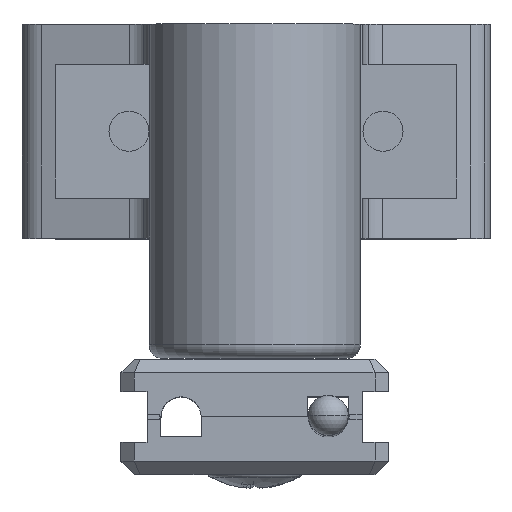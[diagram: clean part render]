
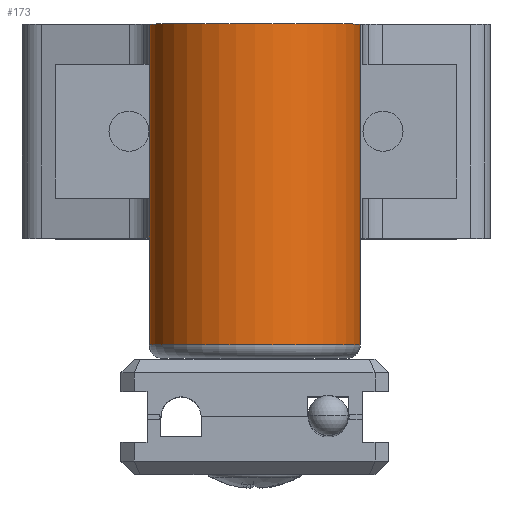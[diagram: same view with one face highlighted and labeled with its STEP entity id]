
A CAD part, top view. The second image highlights one B-rep face of the part: STEP entity #173.
In plain terms, the highlighted cylindrical face has radius 7.9 mm (diameter 15.8 mm), a partial arc.
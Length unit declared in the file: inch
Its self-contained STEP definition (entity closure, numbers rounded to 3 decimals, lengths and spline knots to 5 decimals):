
#173 = ADVANCED_FACE ( 'NONE', ( #11203 ), #15435, .T. ) ;
#355 = CARTESIAN_POINT ( 'NONE',  ( -0.31496, 0., 0.70866 ) ) ;
#626 = LINE ( 'NONE', #355, #11113 ) ;
#879 = VECTOR ( 'NONE', #10831, 39.37008 ) ;
#891 = CARTESIAN_POINT ( 'NONE',  ( -0.31496, 0., 0.70866 ) ) ;
#2028 = DIRECTION ( 'NONE',  ( -1., 0., 0. ) ) ;
#2337 = CARTESIAN_POINT ( 'NONE',  ( -0.00394, -0.94488, 0.70866 ) ) ;
#4388 = ORIENTED_EDGE ( 'NONE', *, *, #5252, .T. ) ;
#4561 = ORIENTED_EDGE ( 'NONE', *, *, #15663, .F. ) ;
#4594 = DIRECTION ( 'NONE',  ( 0., -1., 0. ) ) ;
#4642 = CARTESIAN_POINT ( 'NONE',  ( 0.30709, -0.94488, 0.70866 ) ) ;
#5252 = EDGE_CURVE ( 'NONE', #7589, #12933, #626, .T. ) ;
#5558 = EDGE_CURVE ( 'NONE', #10553, #15746, #13889, .T. ) ;
#5815 = CIRCLE ( 'NONE', #8154, 0.31102 ) ;
#5910 = VERTEX_POINT ( 'NONE', #12178 ) ;
#7248 = LINE ( 'NONE', #11457, #7652 ) ;
#7436 = AXIS2_PLACEMENT_3D ( 'NONE', #12865, #15430, #10228 ) ;
#7508 = EDGE_CURVE ( 'NONE', #5910, #9264, #12967, .T. ) ;
#7589 = VERTEX_POINT ( 'NONE', #11128 ) ;
#7610 = DIRECTION ( 'NONE',  ( 0., -1., 0. ) ) ;
#7652 = VECTOR ( 'NONE', #7610, 39.37008 ) ;
#7737 = CARTESIAN_POINT ( 'NONE',  ( -0.31496, -0.94488, 0.70866 ) ) ;
#7936 = AXIS2_PLACEMENT_3D ( 'NONE', #12429, #4594, #2028 ) ;
#8154 = AXIS2_PLACEMENT_3D ( 'NONE', #2337, #8999, #11407 ) ;
#8158 = ORIENTED_EDGE ( 'NONE', *, *, #5558, .F. ) ;
#8734 = VECTOR ( 'NONE', #11610, 39.37008 ) ;
#8999 = DIRECTION ( 'NONE',  ( 0., -1., 0. ) ) ;
#9264 = VERTEX_POINT ( 'NONE', #4642 ) ;
#10216 = CARTESIAN_POINT ( 'NONE',  ( 0.30709, 0., 0.70866 ) ) ;
#10228 = DIRECTION ( 'NONE',  ( -1., 0., 0. ) ) ;
#10515 = EDGE_CURVE ( 'NONE', #9264, #12933, #5815, .T. ) ;
#10553 = VERTEX_POINT ( 'NONE', #11464 ) ;
#10631 = DIRECTION ( 'NONE',  ( 0., -1., 0. ) ) ;
#10831 = DIRECTION ( 'NONE',  ( 0., -1., 0. ) ) ;
#10965 = EDGE_CURVE ( 'NONE', #10553, #7589, #14837, .T. ) ;
#11113 = VECTOR ( 'NONE', #10631, 39.37008 ) ;
#11128 = CARTESIAN_POINT ( 'NONE',  ( -0.31496, -0.62992, 0.70866 ) ) ;
#11203 = FACE_OUTER_BOUND ( 'NONE', #16371, .T. ) ;
#11390 = ORIENTED_EDGE ( 'NONE', *, *, #7508, .F. ) ;
#11407 = DIRECTION ( 'NONE',  ( -1., 0., 0. ) ) ;
#11457 = CARTESIAN_POINT ( 'NONE',  ( 0.30709, 0., 0.70866 ) ) ;
#11464 = CARTESIAN_POINT ( 'NONE',  ( -0.31496, 0., 0.70866 ) ) ;
#11610 = DIRECTION ( 'NONE',  ( 0., -1., 0. ) ) ;
#12059 = CARTESIAN_POINT ( 'NONE',  ( 0.30709, 0., 0.70866 ) ) ;
#12178 = CARTESIAN_POINT ( 'NONE',  ( 0.30709, -0.62992, 0.70866 ) ) ;
#12429 = CARTESIAN_POINT ( 'NONE',  ( -0.00394, 0., 0.70866 ) ) ;
#12865 = CARTESIAN_POINT ( 'NONE',  ( -0.00394, 0., 0.70866 ) ) ;
#12933 = VERTEX_POINT ( 'NONE', #7737 ) ;
#12967 = LINE ( 'NONE', #12059, #879 ) ;
#13889 = CIRCLE ( 'NONE', #7436, 0.31102 ) ;
#14837 = LINE ( 'NONE', #891, #8734 ) ;
#15430 = DIRECTION ( 'NONE',  ( 0., 1., 0. ) ) ;
#15435 = CYLINDRICAL_SURFACE ( 'NONE', #7936, 0.31102 ) ;
#15663 = EDGE_CURVE ( 'NONE', #15746, #5910, #7248, .T. ) ;
#15746 = VERTEX_POINT ( 'NONE', #10216 ) ;
#16371 = EDGE_LOOP ( 'NONE', ( #11390, #4561, #8158, #16672, #4388, #16909 ) ) ;
#16672 = ORIENTED_EDGE ( 'NONE', *, *, #10965, .T. ) ;
#16909 = ORIENTED_EDGE ( 'NONE', *, *, #10515, .F. ) ;
